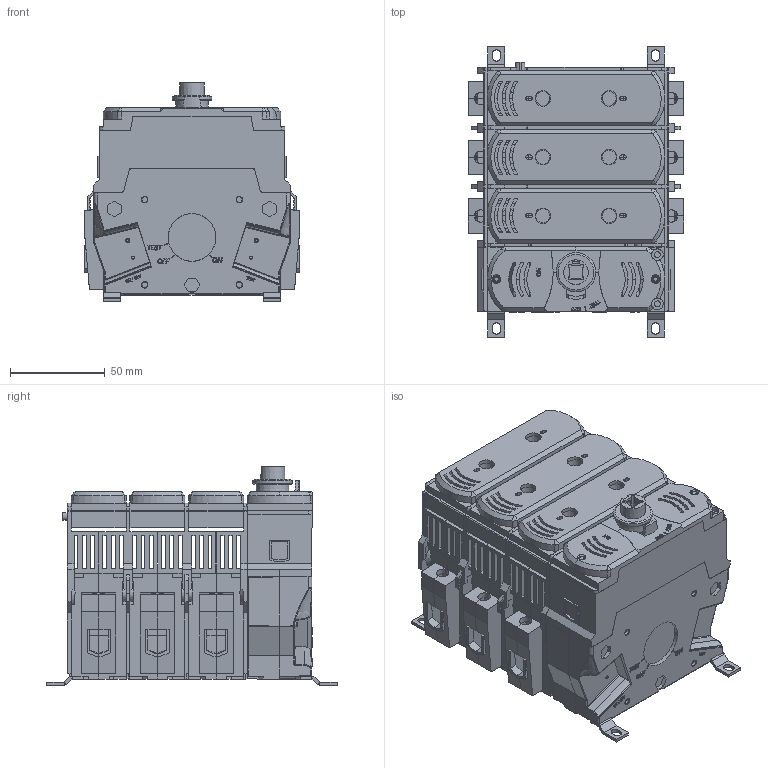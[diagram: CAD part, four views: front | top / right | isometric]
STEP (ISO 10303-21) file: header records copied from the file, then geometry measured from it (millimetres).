
FILE_DESCRIPTION(/* description */ (''),/* implementation_level */ '2;1');
FILE_NAME(/* name */ 'FILE_STP_CAD_DRAWING_3D_GEF0030JUL_prt.stp',/* time_stamp */ '2026-03-18T11:31:24+01:00',/* author */ (''),/* organization */ (''),/* preprocessor_version */ 'ST-DEVELOPER v20',/* originating_system */ 'SIEMENS PLM Software NX2406.8500',/* authorisation */ '');
FILE_SCHEMA (('AUTOMOTIVE_DESIGN { 1 0 10303 214 3 1 1 1 }'));
Products named in the file (1): 3D_GEF0030JUL
Bounding box: 114 x 153.23 x 115.2 mm (x, y, z)
Surface area: 147209.8 mm2 (no closed solid volume)
Topology: 0 solids, 55 shells, 1628 faces, 6232 edges, 4477 vertices
Faces by surface type: plane 1222, cylinder 245, cone 110, bspline 28, extrusion 17, torus 4, sphere 2
Full cylindrical faces by diameter (mm): 1.5 x2, 2.25 x2, 2.9 x16, 2.975 x4, 3.7 x4, 4.2 x1, 5.4 x5, 6.6 x6, 8.195 x6, 9 x8, 10.7 x2, 13.014 x1, 15.2 x1, 20.8 x1, 25.2 x1
Entity records: 66020 total; most frequent: CARTESIAN_POINT 15392, DIRECTION 9685, ORIENTED_EDGE 9506, EDGE_CURVE 6097, VECTOR 4829, LINE 4812, VERTEX_POINT 4435, AXIS2_PLACEMENT_3D 2428
